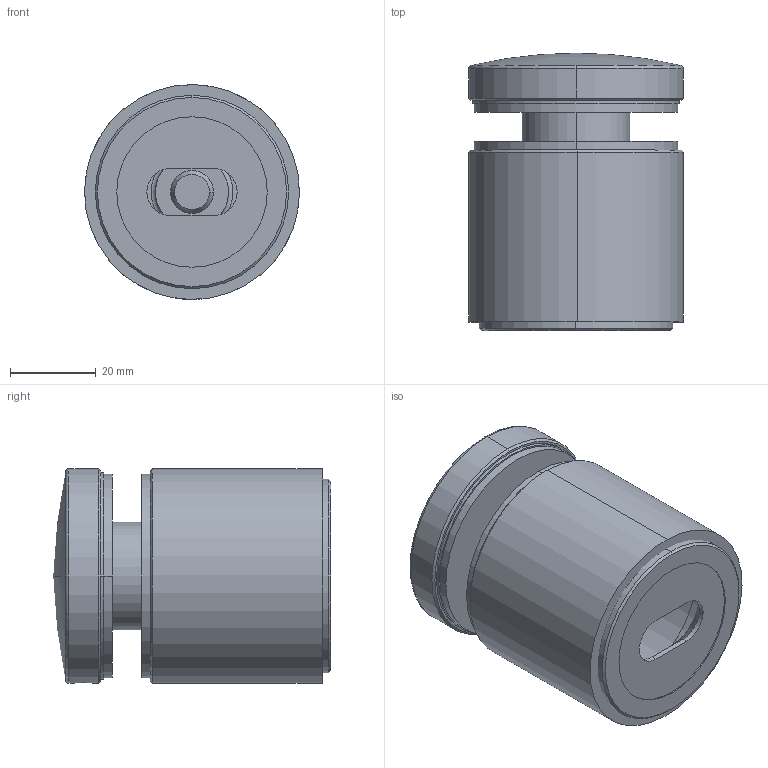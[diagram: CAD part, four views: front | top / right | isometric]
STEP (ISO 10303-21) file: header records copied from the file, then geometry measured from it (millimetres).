
FILE_DESCRIPTION (( 'STEP AP203' ), '1' );
FILE_NAME ('A_0747-501-FLEX2.STEP', '2024-05-02T13:03:06', ( '' ), ( '' ), 'SwSTEP 2.0', 'SolidWorks 2019', '' );
FILE_SCHEMA (( 'CONFIG_CONTROL_DESIGN' ));
Length unit declared in the file: millimetre
Products named in the file (8): A_0747-501-FLEX2.P6; A_0747-501-FLEX2; A_0747-501-FLEX2.P3; A_0747-501-FLEX2.P1; A_0747-501-FLEX2.P5; A_0747-501-FLEX2.P4; Skrutka DIN 913_SKRUTKA M10X40; A_0747-501-FLEX2.P2
Assembly tree (7 placements, depth 2):
  A_0747-501-FLEX2
    A_0747-501-FLEX2.P1
    A_0747-501-FLEX2.P2
    A_0747-501-FLEX2.P3
    A_0747-501-FLEX2.P4
    A_0747-501-FLEX2.P5
    Skrutka DIN 913_SKRUTKA M10X40
    A_0747-501-FLEX2.P6
Bounding box: 50 x 64.55 x 50 mm (x, y, z)
Volume: 65660.6 mm3; surface area: 40970.7 mm2
Topology: 7 solids, 7 shells, 126 faces, 277 edges, 171 vertices
Faces by surface type: cylinder 54, plane 36, cone 28, torus 6, sphere 2
Entity records: 4393 total; most frequent: DIRECTION 691, CARTESIAN_POINT 648, ORIENTED_EDGE 546, AXIS2_PLACEMENT_3D 286, EDGE_CURVE 273, VERTEX_POINT 171, CIRCLE 150, EDGE_LOOP 146
